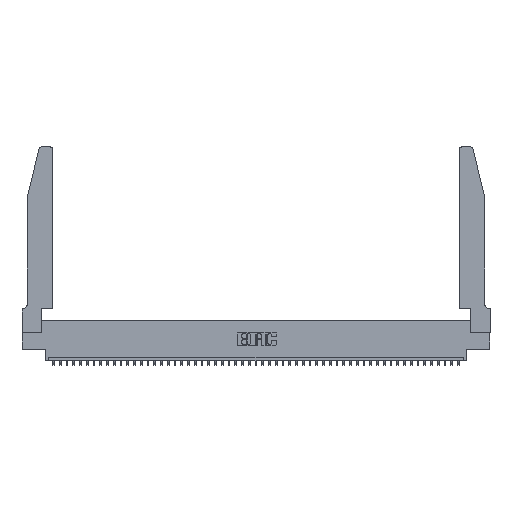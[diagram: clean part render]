
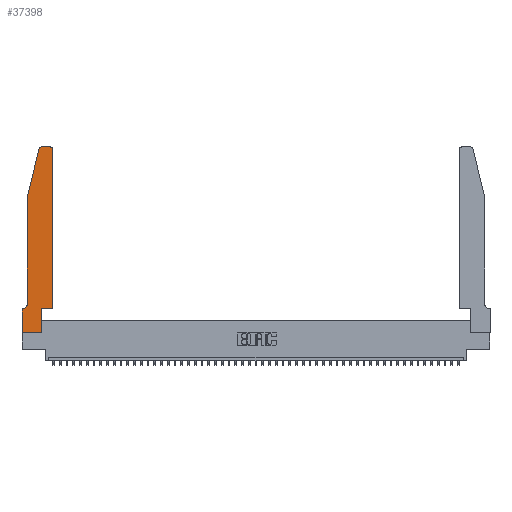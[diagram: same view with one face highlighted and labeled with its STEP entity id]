
A CAD part, top view. The second image highlights one B-rep face of the part: STEP entity #37398.
In plain terms, the highlighted planar face has unit normal (0, 0, 1).
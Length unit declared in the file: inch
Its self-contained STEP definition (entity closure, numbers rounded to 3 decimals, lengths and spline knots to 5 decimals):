
#848 = ORIENTED_EDGE ( 'NONE', *, *, #28692, .T. ) ;
#1596 = CARTESIAN_POINT ( 'NONE',  ( 0., 0., 0.37 ) ) ;
#3850 = ORIENTED_EDGE ( 'NONE', *, *, #11295, .T. ) ;
#4084 = DIRECTION ( 'NONE',  ( 1., 0., 0. ) ) ;
#4514 = CARTESIAN_POINT ( 'NONE',  ( 0.0055, 0.42, 0.37 ) ) ;
#6232 = LINE ( 'NONE', #14880, #45864 ) ;
#6918 = ORIENTED_EDGE ( 'NONE', *, *, #21935, .T. ) ;
#7106 = DIRECTION ( 'NONE',  ( 0., -1., 0. ) ) ;
#7197 = EDGE_CURVE ( 'NONE', #33245, #44221, #34335, .T. ) ;
#7620 = EDGE_CURVE ( 'NONE', #25541, #23777, #30607, .T. ) ;
#8642 = CARTESIAN_POINT ( 'NONE',  ( 0.0755, 0.42, 0.37 ) ) ;
#9144 = VERTEX_POINT ( 'NONE', #15277 ) ;
#9486 = CARTESIAN_POINT ( 'NONE',  ( 0.4205, 2.72, 0.37 ) ) ;
#11295 = EDGE_CURVE ( 'NONE', #47399, #43163, #38926, .T. ) ;
#13172 = CARTESIAN_POINT ( 'NONE',  ( 0.2865, 0.35, 0.37 ) ) ;
#13234 = DIRECTION ( 'NONE',  ( 0., 0., 1. ) ) ;
#14120 = ORIENTED_EDGE ( 'NONE', *, *, #29250, .T. ) ;
#14132 = VECTOR ( 'NONE', #31739, 39.37008 ) ;
#14170 = VERTEX_POINT ( 'NONE', #1596 ) ;
#14476 = CIRCLE ( 'NONE', #34797, 0.07 ) ;
#14880 = CARTESIAN_POINT ( 'NONE',  ( 0.2605, 2.75, 0.37 ) ) ;
#15054 = ORIENTED_EDGE ( 'NONE', *, *, #38112, .T. ) ;
#15204 = ORIENTED_EDGE ( 'NONE', *, *, #19734, .T. ) ;
#15277 = CARTESIAN_POINT ( 'NONE',  ( 0.0055, 0.35, 0.37 ) ) ;
#15953 = CARTESIAN_POINT ( 'NONE',  ( 0.25487, 2.72718, 0.37 ) ) ;
#16569 = CARTESIAN_POINT ( 'NONE',  ( 0., 0., 0.37 ) ) ;
#16585 = VECTOR ( 'NONE', #34759, 39.37008 ) ;
#17316 = VERTEX_POINT ( 'NONE', #21189 ) ;
#17623 = LINE ( 'NONE', #16569, #14132 ) ;
#17782 = CARTESIAN_POINT ( 'NONE',  ( 0., 0., 0.37 ) ) ;
#18149 = EDGE_CURVE ( 'NONE', #46744, #46704, #34142, .T. ) ;
#18951 = ORIENTED_EDGE ( 'NONE', *, *, #27927, .T. ) ;
#19528 = DIRECTION ( 'NONE',  ( 0., -1., 0. ) ) ;
#19734 = EDGE_CURVE ( 'NONE', #9144, #17316, #22966, .T. ) ;
#20947 = DIRECTION ( 'NONE',  ( -0.239, -0.971, 0. ) ) ;
#21189 = CARTESIAN_POINT ( 'NONE',  ( 0., 0.35, 0.37 ) ) ;
#21833 = DIRECTION ( 'NONE',  ( 0., 0., 1. ) ) ;
#21873 = ORIENTED_EDGE ( 'NONE', *, *, #7620, .T. ) ;
#21935 = EDGE_CURVE ( 'NONE', #23413, #46744, #36475, .T. ) ;
#22966 = LINE ( 'NONE', #42128, #27026 ) ;
#23316 = DIRECTION ( 'NONE',  ( 0., 1., 0. ) ) ;
#23413 = VERTEX_POINT ( 'NONE', #44744 ) ;
#23777 = VERTEX_POINT ( 'NONE', #15953 ) ;
#24441 = CARTESIAN_POINT ( 'NONE',  ( 0.4505, 0.35, 0.37 ) ) ;
#24830 = LINE ( 'NONE', #17782, #42257 ) ;
#25076 = ORIENTED_EDGE ( 'NONE', *, *, #35062, .T. ) ;
#25334 = CARTESIAN_POINT ( 'NONE',  ( 0.0755, 2., 0.37 ) ) ;
#25541 = VERTEX_POINT ( 'NONE', #34266 ) ;
#25876 = DIRECTION ( 'NONE',  ( 1., 0., 0. ) ) ;
#26419 = DIRECTION ( 'NONE',  ( 0., 0., 1. ) ) ;
#27026 = VECTOR ( 'NONE', #31232, 39.37008 ) ;
#27927 = EDGE_CURVE ( 'NONE', #44221, #9144, #14476, .T. ) ;
#28692 = EDGE_CURVE ( 'NONE', #23777, #33245, #46421, .T. ) ;
#29250 = EDGE_CURVE ( 'NONE', #17316, #14170, #24830, .T. ) ;
#29542 = DIRECTION ( 'NONE',  ( -1., 0., 0. ) ) ;
#30468 = ORIENTED_EDGE ( 'NONE', *, *, #18149, .T. ) ;
#30607 = CIRCLE ( 'NONE', #39581, 0.03 ) ;
#31232 = DIRECTION ( 'NONE',  ( -1., 0., 0. ) ) ;
#31739 = DIRECTION ( 'NONE',  ( 1., 0., 0. ) ) ;
#31760 = CARTESIAN_POINT ( 'NONE',  ( 0.4505, 0.35, 0.37 ) ) ;
#31832 = VECTOR ( 'NONE', #42846, 39.37008 ) ;
#33099 = PLANE ( 'NONE',  #45224 ) ;
#33245 = VERTEX_POINT ( 'NONE', #40373 ) ;
#33419 = CARTESIAN_POINT ( 'NONE',  ( 0., 0.35, 0.37 ) ) ;
#33447 = CARTESIAN_POINT ( 'NONE',  ( 0.4205, 2.75, 0.37 ) ) ;
#33807 = CARTESIAN_POINT ( 'NONE',  ( 0.284, 2.72, 0.37 ) ) ;
#33810 = VECTOR ( 'NONE', #7106, 39.37008 ) ;
#34142 = LINE ( 'NONE', #24441, #31832 ) ;
#34266 = CARTESIAN_POINT ( 'NONE',  ( 0.284, 2.75, 0.37 ) ) ;
#34335 = LINE ( 'NONE', #36636, #33810 ) ;
#34535 = DIRECTION ( 'NONE',  ( 0., 0., -1. ) ) ;
#34587 = CARTESIAN_POINT ( 'NONE',  ( 0.2865, 0.35, 0.37 ) ) ;
#34759 = DIRECTION ( 'NONE',  ( 0., 1., 0. ) ) ;
#34797 = AXIS2_PLACEMENT_3D ( 'NONE', #4514, #34535, #42161 ) ;
#35062 = EDGE_CURVE ( 'NONE', #43163, #25541, #6232, .T. ) ;
#36475 = LINE ( 'NONE', #34587, #16585 ) ;
#36636 = CARTESIAN_POINT ( 'NONE',  ( 0.0755, 2., 0.37 ) ) ;
#37398 = ADVANCED_FACE ( 'NONE', ( #40953 ), #33099, .T. ) ;
#38026 = ORIENTED_EDGE ( 'NONE', *, *, #7197, .T. ) ;
#38112 = EDGE_CURVE ( 'NONE', #46704, #47399, #47926, .T. ) ;
#38810 = EDGE_LOOP ( 'NONE', ( #25076, #21873, #848, #38026, #18951, #15204, #14120, #40538, #6918, #30468, #15054, #3850 ) ) ;
#38926 = CIRCLE ( 'NONE', #47175, 0.03 ) ;
#39312 = DIRECTION ( 'NONE',  ( 1., 0., 0. ) ) ;
#39581 = AXIS2_PLACEMENT_3D ( 'NONE', #33807, #26419, #4084 ) ;
#40373 = CARTESIAN_POINT ( 'NONE',  ( 0.0755, 2., 0.37 ) ) ;
#40538 = ORIENTED_EDGE ( 'NONE', *, *, #41419, .T. ) ;
#40953 = FACE_OUTER_BOUND ( 'NONE', #38810, .T. ) ;
#41419 = EDGE_CURVE ( 'NONE', #14170, #23413, #17623, .T. ) ;
#41434 = VECTOR ( 'NONE', #23316, 39.37008 ) ;
#42128 = CARTESIAN_POINT ( 'NONE',  ( 0.0755, 0.35, 0.37 ) ) ;
#42161 = DIRECTION ( 'NONE',  ( -1., 0., 0. ) ) ;
#42257 = VECTOR ( 'NONE', #19528, 39.37008 ) ;
#42846 = DIRECTION ( 'NONE',  ( 1., 0., 0. ) ) ;
#43163 = VERTEX_POINT ( 'NONE', #33447 ) ;
#43703 = CARTESIAN_POINT ( 'NONE',  ( 0.4505, 2.72, 0.37 ) ) ;
#44221 = VERTEX_POINT ( 'NONE', #8642 ) ;
#44744 = CARTESIAN_POINT ( 'NONE',  ( 0.2865, 0., 0.37 ) ) ;
#45224 = AXIS2_PLACEMENT_3D ( 'NONE', #33419, #21833, #25876 ) ;
#45829 = CARTESIAN_POINT ( 'NONE',  ( 0.4505, 0.35, 0.37 ) ) ;
#45840 = VECTOR ( 'NONE', #20947, 39.37008 ) ;
#45864 = VECTOR ( 'NONE', #29542, 39.37008 ) ;
#46421 = LINE ( 'NONE', #25334, #45840 ) ;
#46704 = VERTEX_POINT ( 'NONE', #31760 ) ;
#46744 = VERTEX_POINT ( 'NONE', #13172 ) ;
#47175 = AXIS2_PLACEMENT_3D ( 'NONE', #9486, #13234, #39312 ) ;
#47399 = VERTEX_POINT ( 'NONE', #43703 ) ;
#47926 = LINE ( 'NONE', #45829, #41434 ) ;
